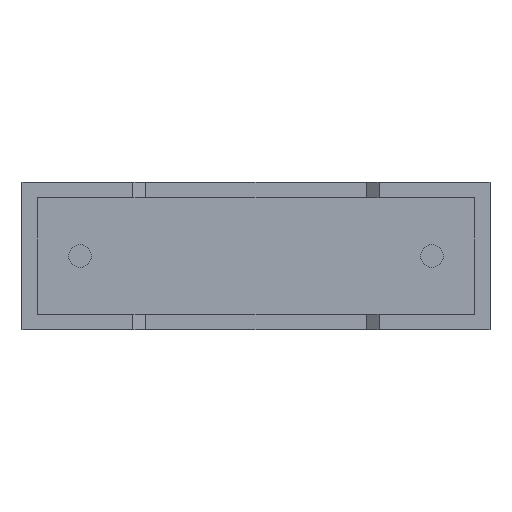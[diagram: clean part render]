
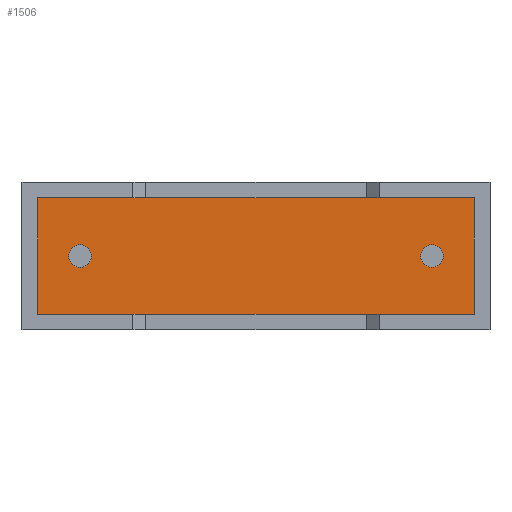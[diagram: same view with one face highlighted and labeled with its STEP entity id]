
A CAD part, front view. The second image highlights one B-rep face of the part: STEP entity #1506.
In plain terms, the highlighted planar face has unit normal (0, -1, 0).
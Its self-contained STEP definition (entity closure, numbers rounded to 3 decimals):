
#60 = ORIENTED_EDGE ( 'NONE', *, *, #2423, .F. ) ;
#86 = EDGE_LOOP ( 'NONE', ( #988, #381, #2035, #2342 ) ) ;
#173 = EDGE_CURVE ( 'NONE', #1096, #2678, #1918, .T. ) ;
#175 = VERTEX_POINT ( 'NONE', #1209 ) ;
#192 = DIRECTION ( 'NONE',  ( 0., 0., -1. ) ) ;
#279 = FACE_OUTER_BOUND ( 'NONE', #86, .T. ) ;
#307 = CARTESIAN_POINT ( 'NONE',  ( 11.65, 0.75, 2.425 ) ) ;
#381 = ORIENTED_EDGE ( 'NONE', *, *, #173, .T. ) ;
#428 = DIRECTION ( 'NONE',  ( 0., -1., 0. ) ) ;
#501 = EDGE_CURVE ( 'NONE', #1704, #2931, #2029, .T. ) ;
#578 = ORIENTED_EDGE ( 'NONE', *, *, #1728, .F. ) ;
#593 = AXIS2_PLACEMENT_3D ( 'NONE', #2067, #2567, #2786 ) ;
#639 = DIRECTION ( 'NONE',  ( 0., 0., -1. ) ) ;
#668 = CARTESIAN_POINT ( 'NONE',  ( 12.857, 0.75, 0.443 ) ) ;
#742 = CARTESIAN_POINT ( 'NONE',  ( 0.443, 0.75, 0.443 ) ) ;
#768 = PLANE ( 'NONE',  #2815 ) ;
#988 = ORIENTED_EDGE ( 'NONE', *, *, #1269, .T. ) ;
#1007 = FACE_BOUND ( 'NONE', #1379, .T. ) ;
#1040 = AXIS2_PLACEMENT_3D ( 'NONE', #1620, #428, #1378 ) ;
#1081 = LINE ( 'NONE', #2502, #1532 ) ;
#1096 = VERTEX_POINT ( 'NONE', #2398 ) ;
#1138 = AXIS2_PLACEMENT_3D ( 'NONE', #1386, #2505, #192 ) ;
#1209 = CARTESIAN_POINT ( 'NONE',  ( 1.65, 0.75, 2.425 ) ) ;
#1269 = EDGE_CURVE ( 'NONE', #2006, #1096, #1370, .T. ) ;
#1274 = CARTESIAN_POINT ( 'NONE',  ( 1.65, 0.75, 1.775 ) ) ;
#1370 = LINE ( 'NONE', #2990, #2409 ) ;
#1378 = DIRECTION ( 'NONE',  ( 0., 0., -1. ) ) ;
#1379 = EDGE_LOOP ( 'NONE', ( #1835, #578 ) ) ;
#1386 = CARTESIAN_POINT ( 'NONE',  ( 1.65, 0.75, 2.1 ) ) ;
#1392 = CIRCLE ( 'NONE', #1040, 0.325 ) ;
#1410 = CARTESIAN_POINT ( 'NONE',  ( 12.857, 0.75, 3.757 ) ) ;
#1442 = CARTESIAN_POINT ( 'NONE',  ( 0., 0.75, 0. ) ) ;
#1494 = DIRECTION ( 'NONE',  ( 0., 0., 1. ) ) ;
#1506 = ADVANCED_FACE ( 'NONE', ( #2862, #279, #1007 ), #768, .T. ) ;
#1532 = VECTOR ( 'NONE', #2039, 1000. ) ;
#1620 = CARTESIAN_POINT ( 'NONE',  ( 11.65, 0.75, 2.1 ) ) ;
#1676 = DIRECTION ( 'NONE',  ( 1., 0., 0. ) ) ;
#1685 = CIRCLE ( 'NONE', #2388, 0.325 ) ;
#1704 = VERTEX_POINT ( 'NONE', #2574 ) ;
#1707 = DIRECTION ( 'NONE',  ( 0., -1., 0. ) ) ;
#1724 = CARTESIAN_POINT ( 'NONE',  ( 12.857, 0.75, 0.443 ) ) ;
#1728 = EDGE_CURVE ( 'NONE', #3041, #175, #2922, .T. ) ;
#1821 = CARTESIAN_POINT ( 'NONE',  ( 1.65, 0.75, 2.1 ) ) ;
#1835 = ORIENTED_EDGE ( 'NONE', *, *, #2399, .F. ) ;
#1918 = LINE ( 'NONE', #742, #2228 ) ;
#2006 = VERTEX_POINT ( 'NONE', #2488 ) ;
#2029 = CIRCLE ( 'NONE', #593, 0.325 ) ;
#2035 = ORIENTED_EDGE ( 'NONE', *, *, #2062, .T. ) ;
#2039 = DIRECTION ( 'NONE',  ( -1., 0., 0. ) ) ;
#2053 = EDGE_LOOP ( 'NONE', ( #60, #2185 ) ) ;
#2062 = EDGE_CURVE ( 'NONE', #2678, #2871, #2178, .T. ) ;
#2067 = CARTESIAN_POINT ( 'NONE',  ( 11.65, 0.75, 2.1 ) ) ;
#2090 = DIRECTION ( 'NONE',  ( 0., -1., 0. ) ) ;
#2178 = LINE ( 'NONE', #1724, #3025 ) ;
#2185 = ORIENTED_EDGE ( 'NONE', *, *, #501, .F. ) ;
#2228 = VECTOR ( 'NONE', #1676, 1000. ) ;
#2323 = EDGE_CURVE ( 'NONE', #2871, #2006, #1081, .T. ) ;
#2342 = ORIENTED_EDGE ( 'NONE', *, *, #2323, .T. ) ;
#2388 = AXIS2_PLACEMENT_3D ( 'NONE', #1821, #2090, #639 ) ;
#2398 = CARTESIAN_POINT ( 'NONE',  ( 0.443, 0.75, 0.443 ) ) ;
#2399 = EDGE_CURVE ( 'NONE', #175, #3041, #1685, .T. ) ;
#2409 = VECTOR ( 'NONE', #2754, 1000. ) ;
#2423 = EDGE_CURVE ( 'NONE', #2931, #1704, #1392, .T. ) ;
#2488 = CARTESIAN_POINT ( 'NONE',  ( 0.443, 0.75, 3.757 ) ) ;
#2502 = CARTESIAN_POINT ( 'NONE',  ( 12.857, 0.75, 3.757 ) ) ;
#2505 = DIRECTION ( 'NONE',  ( 0., -1., 0. ) ) ;
#2567 = DIRECTION ( 'NONE',  ( 0., -1., 0. ) ) ;
#2574 = CARTESIAN_POINT ( 'NONE',  ( 11.65, 0.75, 1.775 ) ) ;
#2668 = DIRECTION ( 'NONE',  ( 0., 0., -1. ) ) ;
#2678 = VERTEX_POINT ( 'NONE', #668 ) ;
#2754 = DIRECTION ( 'NONE',  ( 0., 0., -1. ) ) ;
#2786 = DIRECTION ( 'NONE',  ( 0., 0., -1. ) ) ;
#2815 = AXIS2_PLACEMENT_3D ( 'NONE', #1442, #1707, #2668 ) ;
#2862 = FACE_BOUND ( 'NONE', #2053, .T. ) ;
#2871 = VERTEX_POINT ( 'NONE', #1410 ) ;
#2922 = CIRCLE ( 'NONE', #1138, 0.325 ) ;
#2931 = VERTEX_POINT ( 'NONE', #307 ) ;
#2990 = CARTESIAN_POINT ( 'NONE',  ( 0.443, 0.75, 3.757 ) ) ;
#3025 = VECTOR ( 'NONE', #1494, 1000. ) ;
#3041 = VERTEX_POINT ( 'NONE', #1274 ) ;
